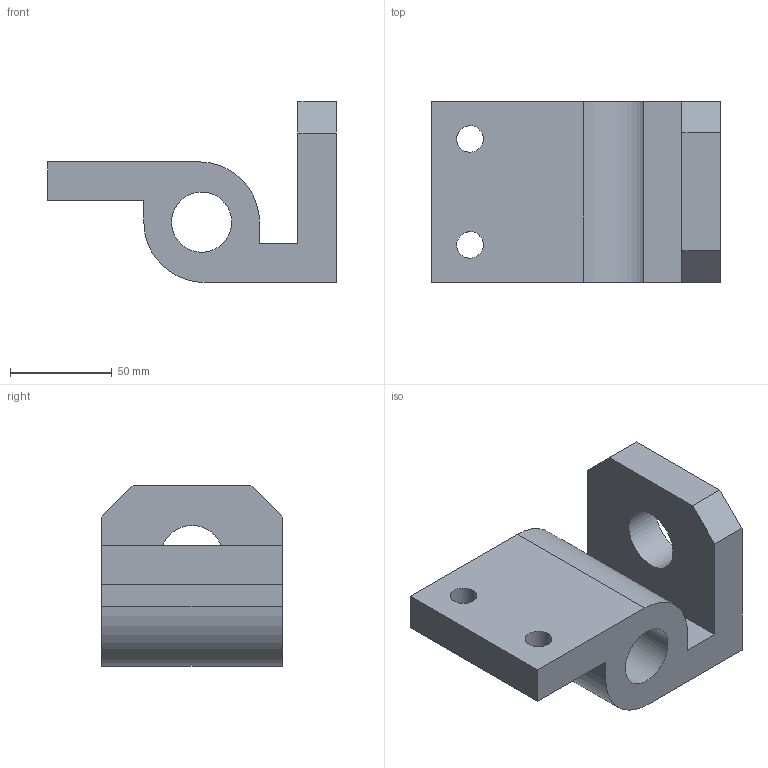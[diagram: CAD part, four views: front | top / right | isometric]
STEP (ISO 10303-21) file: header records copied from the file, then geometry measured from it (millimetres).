
FILE_DESCRIPTION(('FreeCAD Model'),'2;1');
FILE_NAME('Open CASCADE Shape Model','2025-05-03T11:00:02',('FreeCAD'),( 'FreeCAD'),'Open CASCADE STEP processor 7.6','FreeCAD','Unknown');
FILE_SCHEMA(('AUTOMOTIVE_DESIGN { 1 0 10303 214 1 1 1 1 }'));
Length unit declared in the file: millimetre
Products named in the file (1): Open CASCADE STEP translator 7.6 1
Bounding box: 141.84 x 88.65 x 88.65 mm (x, y, z)
Volume: 438696.9 mm3; surface area: 64990.3 mm2
Topology: 1 solids, 1 shells, 20 faces, 54 edges, 36 vertices
Faces by surface type: bspline 20
Entity records: 660 total; most frequent: CARTESIAN_POINT 313, ORIENTED_EDGE 108, EDGE_CURVE 54, B_SPLINE_CURVE_WITH_KNOTS 42, VERTEX_POINT 36, FACE_BOUND 28, EDGE_LOOP 28, ADVANCED_FACE 20
